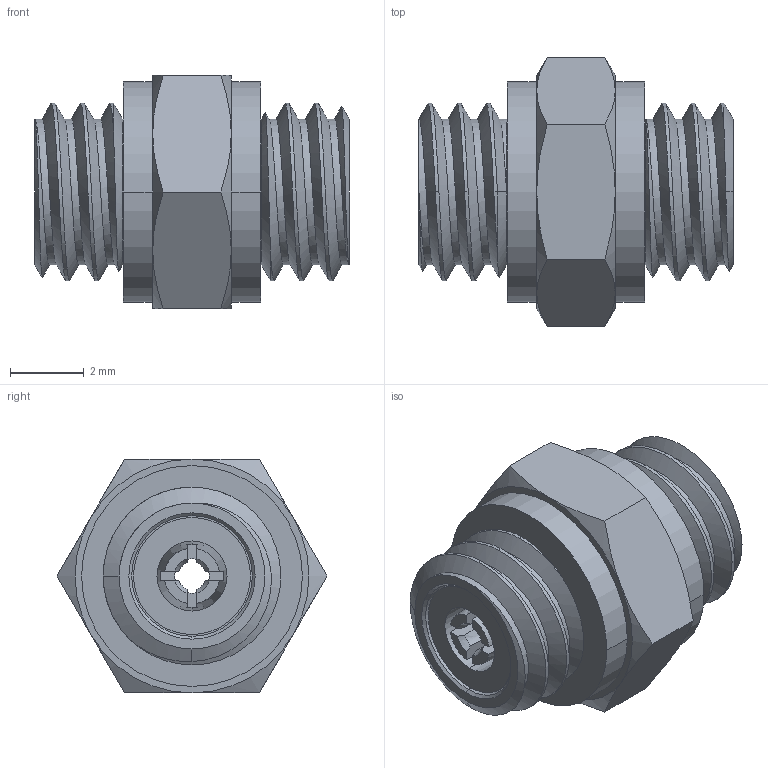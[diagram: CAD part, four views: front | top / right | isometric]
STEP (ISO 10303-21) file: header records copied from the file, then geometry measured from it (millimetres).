
FILE_DESCRIPTION (( 'STEP AP203' ), '1' );
FILE_NAME ('SM2389_3D.STEP', '2022-08-23T16:59:32', ( '' ), ( '' ), 'SwSTEP 2.0', 'SolidWorks 2021', '' );
FILE_SCHEMA (( 'CONFIG_CONTROL_DESIGN' ));
Length unit declared in the file: inch
Products named in the file (1): SM2389_3D
Bounding box: 8.53 x 7.33 x 6.35 mm (x, y, z)
Volume: 172.9 mm3; surface area: 548.6 mm2
Topology: 3 solids, 3 shells, 132 faces, 324 edges, 204 vertices
Faces by surface type: plane 50, cylinder 38, cone 38, bspline 6
Entity records: 5151 total; most frequent: CARTESIAN_POINT 2095, ORIENTED_EDGE 648, DIRECTION 602, EDGE_CURVE 324, AXIS2_PLACEMENT_3D 255, VERTEX_POINT 204, EDGE_LOOP 144, ADVANCED_FACE 132
